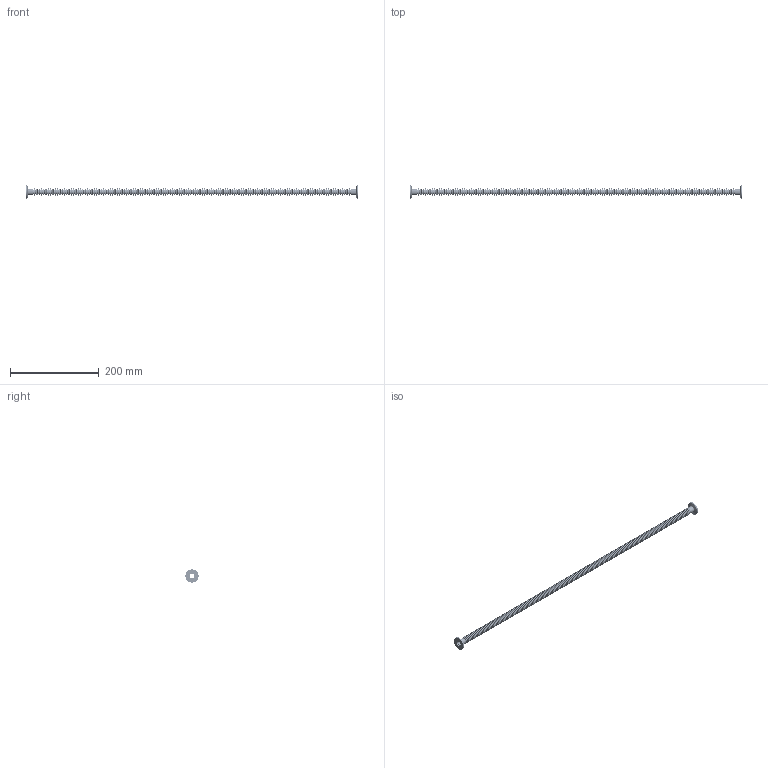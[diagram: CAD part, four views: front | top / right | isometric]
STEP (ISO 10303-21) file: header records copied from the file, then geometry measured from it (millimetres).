
FILE_DESCRIPTION (( 'STEP AP214' ), '1' );
FILE_NAME ('120SWN010-0750.stp', '2017-05-04T06:23:21', ( '' ), ( '' ), 'SwSTEP 2.0', 'SolidWorks 2015', '' );
FILE_SCHEMA (( 'AUTOMOTIVE_DESIGN' ));
Length unit declared in the file: millimetre
Products named in the file (1): 120SWN010-0750
Bounding box: 750 x 30 x 30 mm (x, y, z)
Volume: 15114.7 mm3; surface area: 123871.9 mm2
Topology: 183 solids, 183 shells, 6166 faces, 12332 edges, 7252 vertices
Faces by surface type: torus 2892, cylinder 2184, plane 1086, cone 4
Entity records: 232706 total; most frequent: DIRECTION 34810, CARTESIAN_POINT 25751, ORIENTED_EDGE 24664, AXIS2_PLACEMENT_3D 16311, EDGE_CURVE 12332, CIRCLE 10144, EDGE_LOOP 7252, VERTEX_POINT 7252
